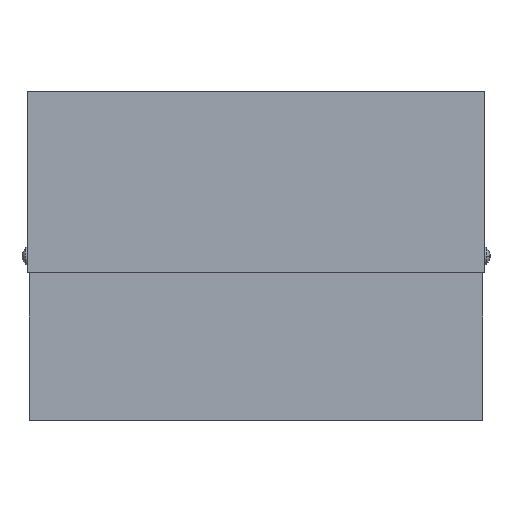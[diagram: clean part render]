
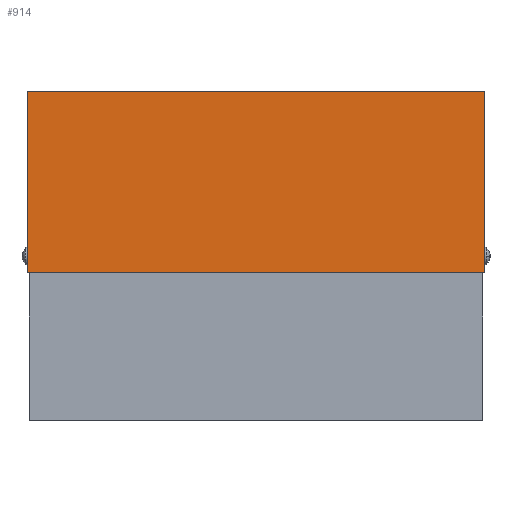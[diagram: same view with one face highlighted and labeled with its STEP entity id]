
A CAD part, top view. The second image highlights one B-rep face of the part: STEP entity #914.
In plain terms, the highlighted planar face has unit normal (0, 0, 1).
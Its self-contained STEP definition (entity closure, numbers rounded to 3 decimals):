
#23 = EDGE_LOOP ( 'NONE', ( #2584, #2754, #2588, #2303 ) ) ;
#31 = VERTEX_POINT ( 'NONE', #948 ) ;
#340 = DIRECTION ( 'NONE',  ( 0., -1., 0. ) ) ;
#354 = CARTESIAN_POINT ( 'NONE',  ( -151.5, 0., 0. ) ) ;
#383 = CARTESIAN_POINT ( 'NONE',  ( 151.5, 0., 0. ) ) ;
#400 = EDGE_CURVE ( 'NONE', #2198, #1542, #1543, .T. ) ;
#406 = CARTESIAN_POINT ( 'NONE',  ( -151.5, 120., 0. ) ) ;
#648 = CARTESIAN_POINT ( 'NONE',  ( 151.5, 120., 0. ) ) ;
#710 = DIRECTION ( 'NONE',  ( -1., 0., 0. ) ) ;
#769 = CARTESIAN_POINT ( 'NONE',  ( -151.5, 0., 0. ) ) ;
#841 = CARTESIAN_POINT ( 'NONE',  ( -151.5, 120., 0. ) ) ;
#861 = EDGE_CURVE ( 'NONE', #31, #2363, #2644, .T. ) ;
#914 = ADVANCED_FACE ( 'NONE', ( #1547 ), #971, .T. ) ;
#948 = CARTESIAN_POINT ( 'NONE',  ( 151.5, 120., 0. ) ) ;
#971 = PLANE ( 'NONE',  #1215 ) ;
#1045 = DIRECTION ( 'NONE',  ( -1., 0., 0. ) ) ;
#1215 = AXIS2_PLACEMENT_3D ( 'NONE', #1523, #1745, #2602 ) ;
#1316 = EDGE_CURVE ( 'NONE', #2363, #1542, #1427, .T. ) ;
#1354 = VECTOR ( 'NONE', #2714, 1000. ) ;
#1427 = LINE ( 'NONE', #841, #1354 ) ;
#1466 = VECTOR ( 'NONE', #1045, 1000. ) ;
#1523 = CARTESIAN_POINT ( 'NONE',  ( -151.5, 120., 0. ) ) ;
#1542 = VERTEX_POINT ( 'NONE', #354 ) ;
#1543 = LINE ( 'NONE', #769, #1466 ) ;
#1547 = FACE_OUTER_BOUND ( 'NONE', #23, .T. ) ;
#1592 = VECTOR ( 'NONE', #710, 1000. ) ;
#1745 = DIRECTION ( 'NONE',  ( 0., 0., 1. ) ) ;
#2183 = VECTOR ( 'NONE', #340, 1000. ) ;
#2198 = VERTEX_POINT ( 'NONE', #383 ) ;
#2303 = ORIENTED_EDGE ( 'NONE', *, *, #1316, .T. ) ;
#2363 = VERTEX_POINT ( 'NONE', #2856 ) ;
#2584 = ORIENTED_EDGE ( 'NONE', *, *, #400, .F. ) ;
#2588 = ORIENTED_EDGE ( 'NONE', *, *, #861, .T. ) ;
#2602 = DIRECTION ( 'NONE',  ( 1., 0., 0. ) ) ;
#2609 = LINE ( 'NONE', #648, #2183 ) ;
#2644 = LINE ( 'NONE', #406, #1592 ) ;
#2714 = DIRECTION ( 'NONE',  ( 0., -1., 0. ) ) ;
#2754 = ORIENTED_EDGE ( 'NONE', *, *, #3480, .F. ) ;
#2856 = CARTESIAN_POINT ( 'NONE',  ( -151.5, 120., 0. ) ) ;
#3480 = EDGE_CURVE ( 'NONE', #31, #2198, #2609, .T. ) ;
